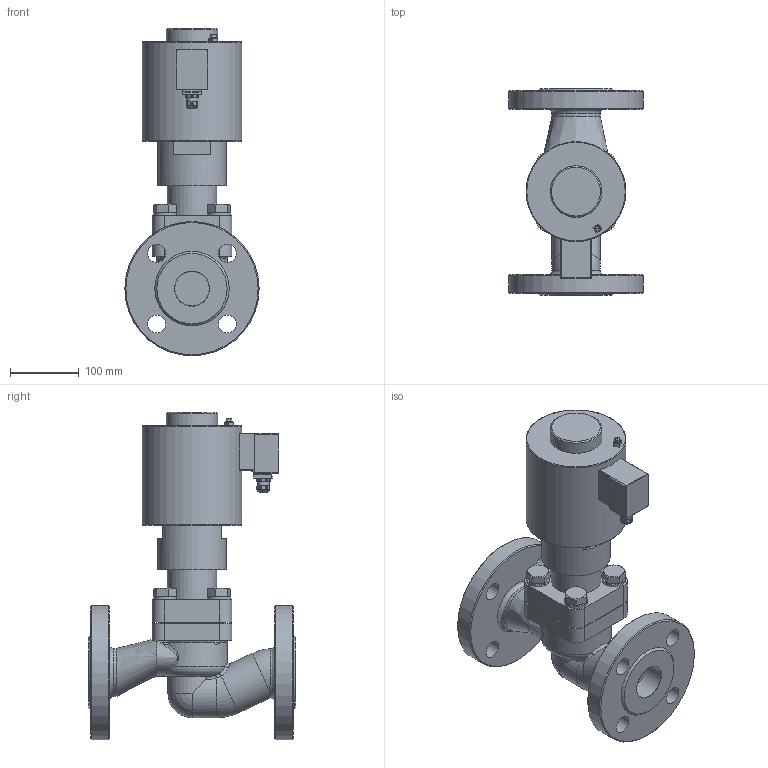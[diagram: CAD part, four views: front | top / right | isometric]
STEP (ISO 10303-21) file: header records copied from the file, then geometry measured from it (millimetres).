
FILE_DESCRIPTION(/* description */ ('3D Modell'),/* implementation_level */ '2;1');
FILE_NAME(/* name */ '024.000103_1-041-06-0504-.358.stp',/* time_stamp */ '2019-10-10T08:17:27+02:00',/* author */ ('CBeuthner'),/* organization */ (''),/* preprocessor_version */ 'ST-DEVELOPER v16.1',/* originating_system */ 'Autodesk Inventor 2016',/* authorisation */ '');
FILE_SCHEMA (('CONFIG_CONTROL_DESIGN'));
Length unit declared in the file: millimetre
Products named in the file (1): 88-004360
Bounding box: 195 x 300 x 475.5 mm (x, y, z)
Volume: 6824567 mm3; surface area: 437429.8 mm2
Topology: 2 solids, 2 shells, 400 faces, 1006 edges, 627 vertices
Faces by surface type: plane 161, cylinder 118, cone 75, torus 23, bspline 22, sphere 1
Full cylindrical faces by diameter (mm): 4.51 x1, 17 x2, 17.294 x4, 20 x8, 26 x8, 28.19 x4, 50 x2, 70 x2, 72 x1, 75 x1, 82.95 x1, 100 x1, 145 x1, 195 x2
Entity records: 15711 total; most frequent: CARTESIAN_POINT 6571, ORIENTED_EDGE 1820, DIRECTION 1720, EDGE_CURVE 910, AXIS2_PLACEMENT_3D 710, VERTEX_POINT 601, EDGE_LOOP 517, FACE_OUTER_BOUND 399
